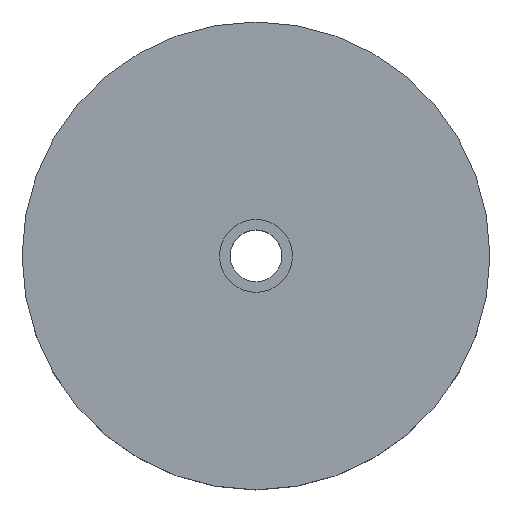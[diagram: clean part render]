
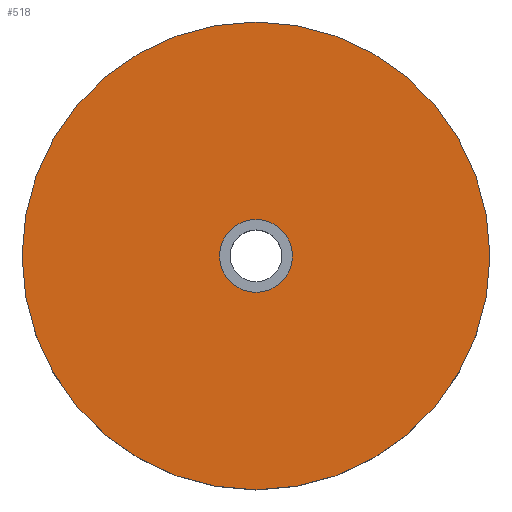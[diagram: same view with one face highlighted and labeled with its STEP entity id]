
A CAD part, top view. The second image highlights one B-rep face of the part: STEP entity #518.
In plain terms, the highlighted planar face has unit normal (0, 0, 1).
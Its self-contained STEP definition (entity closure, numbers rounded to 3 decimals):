
#36 = CARTESIAN_POINT ( 'NONE',  ( -7., 0., 18. ) ) ;
#60 = EDGE_CURVE ( 'NONE', #501, #726, #447, .T. ) ;
#81 = CARTESIAN_POINT ( 'NONE',  ( 45., 0., 18. ) ) ;
#87 = FACE_BOUND ( 'NONE', #353, .T. ) ;
#102 = CIRCLE ( 'NONE', #562, 45. ) ;
#105 = EDGE_CURVE ( 'NONE', #226, #257, #102, .T. ) ;
#140 = DIRECTION ( 'NONE',  ( 0., 0., 1. ) ) ;
#157 = DIRECTION ( 'NONE',  ( 1., 0., 0. ) ) ;
#226 = VERTEX_POINT ( 'NONE', #81 ) ;
#230 = CARTESIAN_POINT ( 'NONE',  ( 0., 0., 18. ) ) ;
#256 = DIRECTION ( 'NONE',  ( 1., 0., 0. ) ) ;
#257 = VERTEX_POINT ( 'NONE', #583 ) ;
#268 = CIRCLE ( 'NONE', #486, 45. ) ;
#291 = CARTESIAN_POINT ( 'NONE',  ( 0., 0., 18. ) ) ;
#302 = ORIENTED_EDGE ( 'NONE', *, *, #666, .T. ) ;
#325 = EDGE_CURVE ( 'NONE', #726, #501, #490, .T. ) ;
#349 = CARTESIAN_POINT ( 'NONE',  ( 0., 0., 18. ) ) ;
#353 = EDGE_LOOP ( 'NONE', ( #531, #702 ) ) ;
#355 = ORIENTED_EDGE ( 'NONE', *, *, #105, .T. ) ;
#361 = CARTESIAN_POINT ( 'NONE',  ( 0., 0., 18. ) ) ;
#418 = DIRECTION ( 'NONE',  ( 1., 0., 0. ) ) ;
#447 = CIRCLE ( 'NONE', #493, 7. ) ;
#479 = DIRECTION ( 'NONE',  ( 0., 0., 1. ) ) ;
#486 = AXIS2_PLACEMENT_3D ( 'NONE', #230, #687, #504 ) ;
#490 = CIRCLE ( 'NONE', #617, 7. ) ;
#493 = AXIS2_PLACEMENT_3D ( 'NONE', #592, #479, #157 ) ;
#501 = VERTEX_POINT ( 'NONE', #36 ) ;
#504 = DIRECTION ( 'NONE',  ( 1., 0., 0. ) ) ;
#518 = ADVANCED_FACE ( 'NONE', ( #87, #620 ), #644, .T. ) ;
#531 = ORIENTED_EDGE ( 'NONE', *, *, #325, .F. ) ;
#561 = AXIS2_PLACEMENT_3D ( 'NONE', #291, #140, #581 ) ;
#562 = AXIS2_PLACEMENT_3D ( 'NONE', #361, #591, #256 ) ;
#581 = DIRECTION ( 'NONE',  ( 1., 0., 0. ) ) ;
#583 = CARTESIAN_POINT ( 'NONE',  ( -45., 0., 18. ) ) ;
#591 = DIRECTION ( 'NONE',  ( 0., 0., 1. ) ) ;
#592 = CARTESIAN_POINT ( 'NONE',  ( 0., 0., 18. ) ) ;
#617 = AXIS2_PLACEMENT_3D ( 'NONE', #349, #655, #418 ) ;
#620 = FACE_OUTER_BOUND ( 'NONE', #672, .T. ) ;
#635 = CARTESIAN_POINT ( 'NONE',  ( 7., 0., 18. ) ) ;
#644 = PLANE ( 'NONE',  #561 ) ;
#655 = DIRECTION ( 'NONE',  ( 0., 0., 1. ) ) ;
#666 = EDGE_CURVE ( 'NONE', #257, #226, #268, .T. ) ;
#672 = EDGE_LOOP ( 'NONE', ( #302, #355 ) ) ;
#687 = DIRECTION ( 'NONE',  ( 0., 0., 1. ) ) ;
#702 = ORIENTED_EDGE ( 'NONE', *, *, #60, .F. ) ;
#726 = VERTEX_POINT ( 'NONE', #635 ) ;
